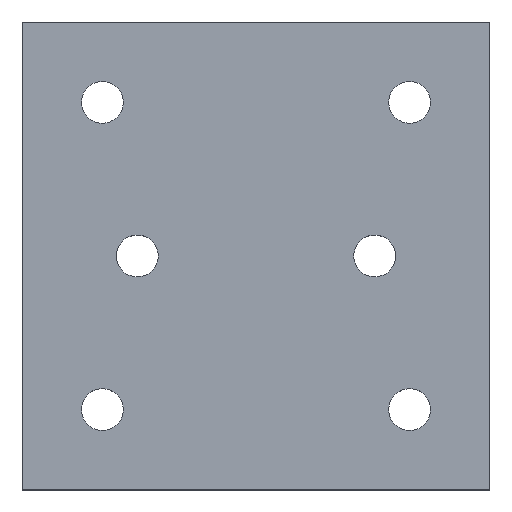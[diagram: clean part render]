
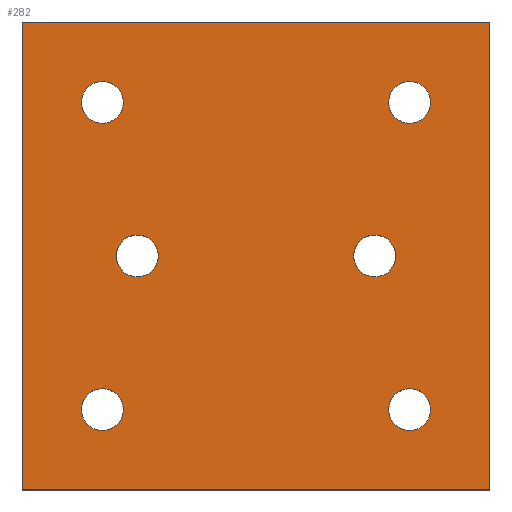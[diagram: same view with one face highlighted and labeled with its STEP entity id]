
A CAD part, top view. The second image highlights one B-rep face of the part: STEP entity #282.
In plain terms, the highlighted planar face has unit normal (0, 0, 1).
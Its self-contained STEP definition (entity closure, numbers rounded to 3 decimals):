
#72=CIRCLE('',#301,3.);
#74=CIRCLE('',#304,3.);
#76=CIRCLE('',#307,3.);
#78=CIRCLE('',#310,3.);
#80=CIRCLE('',#313,3.);
#82=CIRCLE('',#317,3.);
#118=ORIENTED_EDGE('',*,*,#140,.T.);
#119=ORIENTED_EDGE('',*,*,#144,.T.);
#120=ORIENTED_EDGE('',*,*,#147,.T.);
#121=ORIENTED_EDGE('',*,*,#159,.T.);
#122=ORIENTED_EDGE('',*,*,#156,.F.);
#123=ORIENTED_EDGE('',*,*,#154,.F.);
#124=ORIENTED_EDGE('',*,*,#152,.F.);
#125=ORIENTED_EDGE('',*,*,#150,.F.);
#126=ORIENTED_EDGE('',*,*,#148,.F.);
#127=ORIENTED_EDGE('',*,*,#160,.F.);
#140=EDGE_CURVE('',#165,#164,#184,.T.);
#144=EDGE_CURVE('',#164,#167,#188,.T.);
#147=EDGE_CURVE('',#167,#169,#191,.T.);
#148=EDGE_CURVE('',#170,#170,#72,.T.);
#150=EDGE_CURVE('',#172,#172,#74,.T.);
#152=EDGE_CURVE('',#174,#174,#76,.T.);
#154=EDGE_CURVE('',#176,#176,#78,.T.);
#156=EDGE_CURVE('',#178,#178,#80,.T.);
#159=EDGE_CURVE('',#169,#165,#193,.T.);
#160=EDGE_CURVE('',#180,#180,#82,.T.);
#164=VERTEX_POINT('',#437);
#165=VERTEX_POINT('',#439);
#167=VERTEX_POINT('',#445);
#169=VERTEX_POINT('',#451);
#170=VERTEX_POINT('',#455);
#172=VERTEX_POINT('',#460);
#174=VERTEX_POINT('',#465);
#176=VERTEX_POINT('',#470);
#178=VERTEX_POINT('',#475);
#180=VERTEX_POINT('',#483);
#184=LINE('',#438,#196);
#188=LINE('',#446,#200);
#191=LINE('',#452,#203);
#193=LINE('',#480,#205);
#196=VECTOR('',#343,1000.);
#200=VECTOR('',#349,1000.);
#203=VECTOR('',#354,1000.);
#205=VECTOR('',#388,1000.);
#222=EDGE_LOOP('',(#118,#119,#120,#121));
#223=EDGE_LOOP('',(#122));
#224=EDGE_LOOP('',(#123));
#225=EDGE_LOOP('',(#124));
#226=EDGE_LOOP('',(#125));
#227=EDGE_LOOP('',(#126));
#228=EDGE_LOOP('',(#127));
#252=FACE_BOUND('',#222,.T.);
#253=FACE_BOUND('',#223,.T.);
#254=FACE_BOUND('',#224,.T.);
#255=FACE_BOUND('',#225,.T.);
#256=FACE_BOUND('',#226,.T.);
#257=FACE_BOUND('',#227,.T.);
#258=FACE_BOUND('',#228,.T.);
#270=PLANE('',#319);
#282=ADVANCED_FACE('',(#252,#253,#254,#255,#256,#257,#258),#270,.T.);
#301=AXIS2_PLACEMENT_3D('',#454,#357,#358);
#304=AXIS2_PLACEMENT_3D('',#459,#363,#364);
#307=AXIS2_PLACEMENT_3D('',#464,#369,#370);
#310=AXIS2_PLACEMENT_3D('',#469,#375,#376);
#313=AXIS2_PLACEMENT_3D('',#474,#381,#382);
#317=AXIS2_PLACEMENT_3D('',#482,#391,#392);
#319=AXIS2_PLACEMENT_3D('',#486,#395,#396);
#343=DIRECTION('',(0.,-1.,0.));
#349=DIRECTION('',(1.,0.,0.));
#354=DIRECTION('',(0.,1.,0.));
#357=DIRECTION('',(0.,0.,1.));
#358=DIRECTION('',(1.,0.,0.));
#363=DIRECTION('',(0.,0.,1.));
#364=DIRECTION('',(1.,0.,0.));
#369=DIRECTION('',(0.,0.,1.));
#370=DIRECTION('',(1.,0.,0.));
#375=DIRECTION('',(0.,0.,1.));
#376=DIRECTION('',(1.,0.,0.));
#381=DIRECTION('',(0.,0.,1.));
#382=DIRECTION('',(1.,0.,0.));
#388=DIRECTION('',(-1.,0.,0.));
#391=DIRECTION('',(0.,0.,1.));
#392=DIRECTION('',(1.,0.,0.));
#395=DIRECTION('',(0.,0.,1.));
#396=DIRECTION('',(1.,0.,0.));
#437=CARTESIAN_POINT('',(0.,0.,3.));
#438=CARTESIAN_POINT('',(0.,67.,3.));
#439=CARTESIAN_POINT('',(0.,67.,3.));
#445=CARTESIAN_POINT('',(67.,0.,3.));
#446=CARTESIAN_POINT('',(0.,0.,3.));
#451=CARTESIAN_POINT('',(67.,67.,3.));
#452=CARTESIAN_POINT('',(67.,0.,3.));
#454=CARTESIAN_POINT('',(55.5,11.5,3.));
#455=CARTESIAN_POINT('',(58.5,11.5,3.));
#459=CARTESIAN_POINT('',(50.5,33.5,3.));
#460=CARTESIAN_POINT('',(53.5,33.5,3.));
#464=CARTESIAN_POINT('',(16.5,33.5,3.));
#465=CARTESIAN_POINT('',(19.5,33.5,3.));
#469=CARTESIAN_POINT('',(11.5,55.5,3.));
#470=CARTESIAN_POINT('',(14.5,55.5,3.));
#474=CARTESIAN_POINT('',(11.5,11.5,3.));
#475=CARTESIAN_POINT('',(14.5,11.5,3.));
#480=CARTESIAN_POINT('',(67.,67.,3.));
#482=CARTESIAN_POINT('',(55.5,55.5,3.));
#483=CARTESIAN_POINT('',(58.5,55.5,3.));
#486=CARTESIAN_POINT('',(11.5,11.5,3.));
